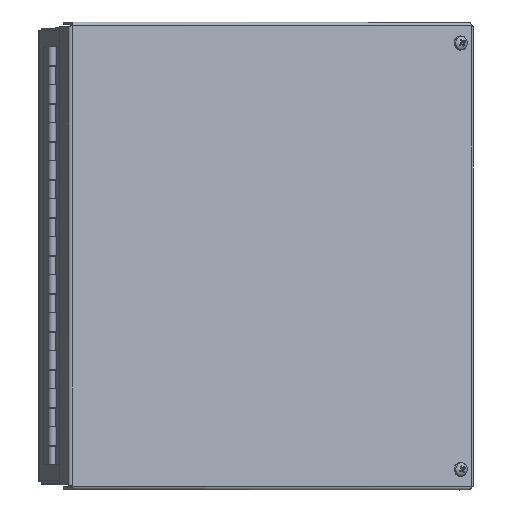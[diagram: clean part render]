
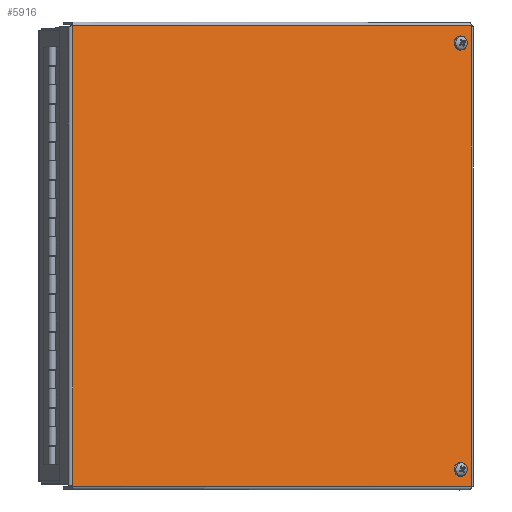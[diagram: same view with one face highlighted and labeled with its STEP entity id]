
A CAD part, top view. The second image highlights one B-rep face of the part: STEP entity #5916.
In plain terms, the highlighted face is planar.
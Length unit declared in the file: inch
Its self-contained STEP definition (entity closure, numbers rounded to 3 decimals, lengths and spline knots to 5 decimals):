
#246=PLANE($,#6299);
#491=LINE($,#8635,#1029);
#509=LINE($,#8741,#1047);
#525=LINE($,#8843,#1063);
#541=LINE($,#8944,#1079);
#1029=VECTOR($,#7005,12.1333);
#1047=VECTOR($,#7037,12.1333);
#1063=VECTOR($,#7067,12.1333);
#1079=VECTOR($,#7097,12.1333);
#1492=FACE_BOUND($,#2018,.T.);
#1493=FACE_BOUND($,#2019,.T.);
#1494=FACE_BOUND($,#2020,.T.);
#2018=EDGE_LOOP($,(#4244));
#2019=EDGE_LOOP($,(#4245));
#2020=EDGE_LOOP($,(#4246,#4247,#4248,#4249));
#2379=CIRCLE($,#6267,0.14063);
#2381=CIRCLE($,#6270,0.14063);
#2603=VERTEX_POINT($,#8615);
#2605=VERTEX_POINT($,#8620);
#2608=VERTEX_POINT($,#8626);
#2609=VERTEX_POINT($,#8634);
#2622=VERTEX_POINT($,#8733);
#2633=VERTEX_POINT($,#8835);
#3179=EDGE_CURVE($,#2603,#2603,#2379,.T.);
#3181=EDGE_CURVE($,#2605,#2605,#2381,.T.);
#3184=EDGE_CURVE($,#2609,#2608,#491,.T.);
#3206=EDGE_CURVE($,#2608,#2622,#509,.T.);
#3226=EDGE_CURVE($,#2622,#2633,#525,.T.);
#3246=EDGE_CURVE($,#2633,#2609,#541,.T.);
#4244=ORIENTED_EDGE($,*,*,#3179,.T.);
#4245=ORIENTED_EDGE($,*,*,#3181,.T.);
#4246=ORIENTED_EDGE($,*,*,#3184,.T.);
#4247=ORIENTED_EDGE($,*,*,#3206,.T.);
#4248=ORIENTED_EDGE($,*,*,#3226,.T.);
#4249=ORIENTED_EDGE($,*,*,#3246,.T.);
#5916=ADVANCED_FACE($,(#1492,#1493,#1494),#246,.T.);
#6267=AXIS2_PLACEMENT_3D($,#8616,#6994,#6995);
#6270=AXIS2_PLACEMENT_3D($,#8621,#7000,#7001);
#6299=AXIS2_PLACEMENT_3D($,#9030,#7122,#7123);
#6994=DIRECTION('center_axis',(0.,0.,-1.));
#6995=DIRECTION('ref_axis',(-1.,0.,0.));
#7000=DIRECTION('center_axis',(0.,0.,-1.));
#7001=DIRECTION('ref_axis',(-1.,0.,0.));
#7005=DIRECTION($,(0.,1.,0.));
#7037=DIRECTION($,(-1.,0.,0.));
#7067=DIRECTION($,(0.,-1.,0.));
#7097=DIRECTION($,(1.,0.,0.));
#7122=DIRECTION('center_axis',(0.,0.,1.));
#7123=DIRECTION('ref_axis',(1.,0.,0.));
#8615=CARTESIAN_POINT('',(0.57812,0.54325,0.074));
#8616=CARTESIAN_POINT('Origin',(0.4375,0.54325,0.074));
#8620=CARTESIAN_POINT('',(0.57812,11.76925,0.074));
#8621=CARTESIAN_POINT('Origin',(0.4375,11.76925,0.074));
#8626=CARTESIAN_POINT('',(12.2229,12.2229,0.074));
#8634=CARTESIAN_POINT('',(12.2229,0.0896,0.074));
#8635=CARTESIAN_POINT($,(12.2229,3.12293,0.074));
#8733=CARTESIAN_POINT('',(0.0896,12.2229,0.074));
#8741=CARTESIAN_POINT($,(9.18958,12.2229,0.074));
#8835=CARTESIAN_POINT('',(0.0896,0.0896,0.074));
#8843=CARTESIAN_POINT($,(0.0896,9.18958,0.074));
#8944=CARTESIAN_POINT($,(3.12293,0.0896,0.074));
#9030=CARTESIAN_POINT('Origin',(6.15625,6.15625,0.074));
